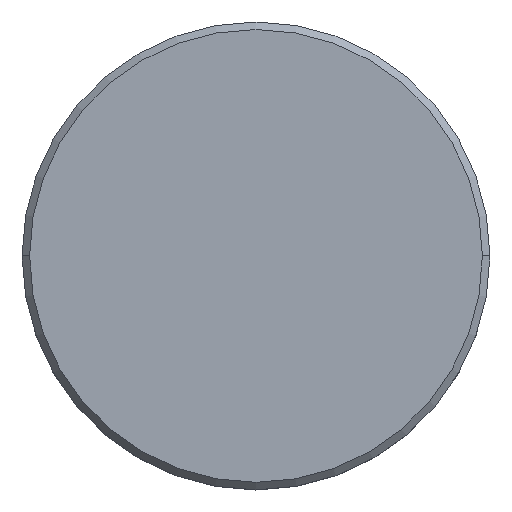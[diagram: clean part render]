
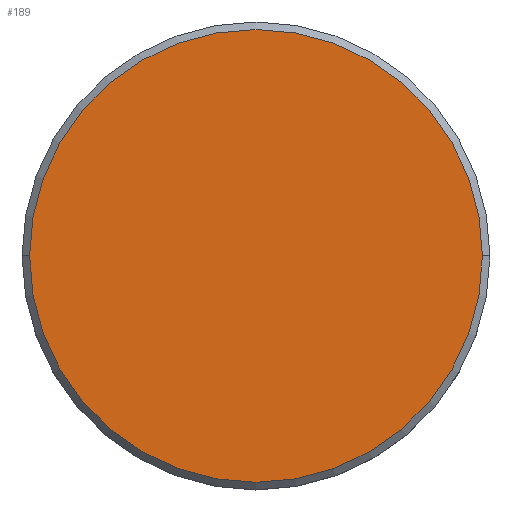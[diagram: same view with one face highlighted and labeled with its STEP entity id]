
A CAD part, top view. The second image highlights one B-rep face of the part: STEP entity #189.
In plain terms, the highlighted planar face has unit normal (0, 0, 1).
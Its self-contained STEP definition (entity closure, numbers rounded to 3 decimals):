
#189 = ADVANCED_FACE ( 'NONE', ( #1150 ), #431, .T. ) ;
#230 = DIRECTION ( 'NONE',  ( 1., 0., 0. ) ) ;
#244 = CARTESIAN_POINT ( 'NONE',  ( 0., 0., 0. ) ) ;
#252 = CARTESIAN_POINT ( 'NONE',  ( -15., 0., 0. ) ) ;
#379 = DIRECTION ( 'NONE',  ( 0., 0., 1. ) ) ;
#386 = AXIS2_PLACEMENT_3D ( 'NONE', #595, #379, #400 ) ;
#400 = DIRECTION ( 'NONE',  ( 1., 0., 0. ) ) ;
#431 = PLANE ( 'NONE',  #386 ) ;
#513 = DIRECTION ( 'NONE',  ( 1., 0., 0. ) ) ;
#563 = AXIS2_PLACEMENT_3D ( 'NONE', #609, #904, #513 ) ;
#580 = ORIENTED_EDGE ( 'NONE', *, *, #651, .T. ) ;
#595 = CARTESIAN_POINT ( 'NONE',  ( 0., 0., 0. ) ) ;
#609 = CARTESIAN_POINT ( 'NONE',  ( 0., 0., 0. ) ) ;
#651 = EDGE_CURVE ( 'NONE', #871, #708, #690, .T. ) ;
#689 = DIRECTION ( 'NONE',  ( 0., 0., 1. ) ) ;
#690 = CIRCLE ( 'NONE', #563, 15. ) ;
#708 = VERTEX_POINT ( 'NONE', #252 ) ;
#715 = EDGE_CURVE ( 'NONE', #708, #871, #1124, .T. ) ;
#745 = CARTESIAN_POINT ( 'NONE',  ( 15., 0., 0. ) ) ;
#871 = VERTEX_POINT ( 'NONE', #745 ) ;
#904 = DIRECTION ( 'NONE',  ( 0., 0., 1. ) ) ;
#921 = EDGE_LOOP ( 'NONE', ( #989, #580 ) ) ;
#989 = ORIENTED_EDGE ( 'NONE', *, *, #715, .T. ) ;
#1081 = AXIS2_PLACEMENT_3D ( 'NONE', #244, #689, #230 ) ;
#1124 = CIRCLE ( 'NONE', #1081, 15. ) ;
#1150 = FACE_OUTER_BOUND ( 'NONE', #921, .T. ) ;
